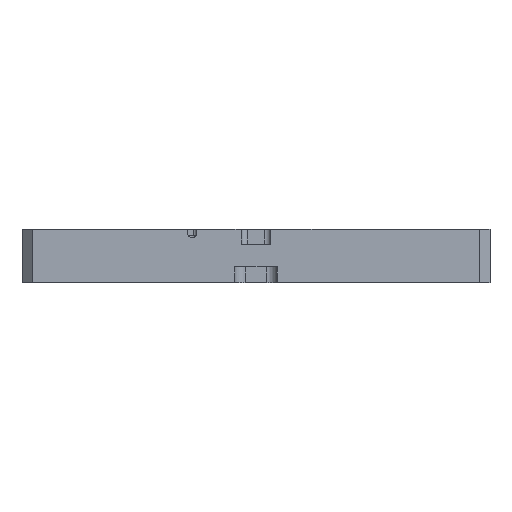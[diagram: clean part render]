
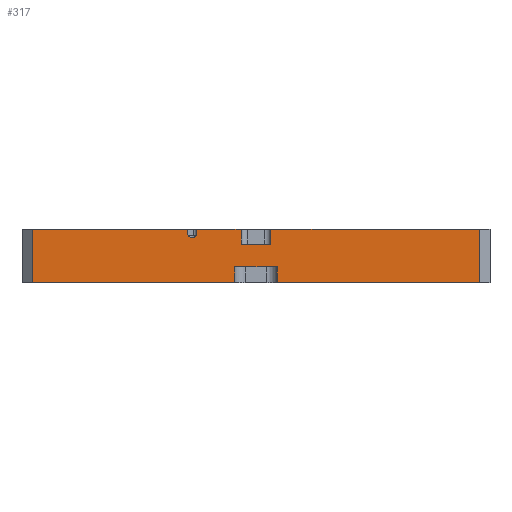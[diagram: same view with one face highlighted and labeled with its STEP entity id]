
A CAD part, front view. The second image highlights one B-rep face of the part: STEP entity #317.
In plain terms, the highlighted planar face has unit normal (0, -1, 0).
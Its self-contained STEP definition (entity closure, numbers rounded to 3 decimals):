
#317=ADVANCED_FACE('',(#598),#503,.T.);
#503=PLANE('',#3468);
#598=FACE_OUTER_BOUND('',#748,.T.);
#748=EDGE_LOOP('',(#1314,#1315,#1316,#1317,#1318,#1319,#1320,#1321,#1322,
#1323,#1324,#1325,#1326,#1327,#1328,#1329));
#1049=CIRCLE('',#3467,2.);
#1314=ORIENTED_EDGE('',*,*,#2537,.T.);
#1315=ORIENTED_EDGE('',*,*,#2357,.F.);
#1316=ORIENTED_EDGE('',*,*,#2402,.T.);
#1317=ORIENTED_EDGE('',*,*,#2538,.T.);
#1318=ORIENTED_EDGE('',*,*,#2498,.F.);
#1319=ORIENTED_EDGE('',*,*,#2539,.T.);
#1320=ORIENTED_EDGE('',*,*,#2540,.F.);
#1321=ORIENTED_EDGE('',*,*,#2541,.F.);
#1322=ORIENTED_EDGE('',*,*,#2524,.F.);
#1323=ORIENTED_EDGE('',*,*,#2542,.T.);
#1324=ORIENTED_EDGE('',*,*,#2376,.T.);
#1325=ORIENTED_EDGE('',*,*,#2543,.T.);
#1326=ORIENTED_EDGE('',*,*,#2544,.T.);
#1327=ORIENTED_EDGE('',*,*,#2545,.T.);
#1328=ORIENTED_EDGE('',*,*,#2370,.T.);
#1329=ORIENTED_EDGE('',*,*,#2546,.F.);
#2023=VERTEX_POINT('',#4697);
#2024=VERTEX_POINT('',#4699);
#2035=VERTEX_POINT('',#4723);
#2036=VERTEX_POINT('',#4725);
#2041=VERTEX_POINT('',#4735);
#2042=VERTEX_POINT('',#4737);
#2067=VERTEX_POINT('',#4787);
#2159=VERTEX_POINT('',#4972);
#2163=VERTEX_POINT('',#4980);
#2164=VERTEX_POINT('',#4982);
#2189=VERTEX_POINT('',#5032);
#2198=VERTEX_POINT('',#5058);
#2199=VERTEX_POINT('',#5061);
#2200=VERTEX_POINT('',#5063);
#2201=VERTEX_POINT('',#5067);
#2202=VERTEX_POINT('',#5069);
#2357=EDGE_CURVE('',#2023,#2024,#2804,.T.);
#2370=EDGE_CURVE('',#2036,#2035,#2812,.T.);
#2376=EDGE_CURVE('',#2042,#2041,#2816,.T.);
#2402=EDGE_CURVE('',#2023,#2067,#2836,.T.);
#2498=EDGE_CURVE('',#2163,#2164,#2884,.T.);
#2524=EDGE_CURVE('',#2189,#2159,#2904,.T.);
#2537=EDGE_CURVE('',#2198,#2024,#1049,.T.);
#2538=EDGE_CURVE('',#2067,#2164,#2917,.T.);
#2539=EDGE_CURVE('',#2163,#2199,#2918,.T.);
#2540=EDGE_CURVE('',#2200,#2199,#2919,.T.);
#2541=EDGE_CURVE('',#2159,#2200,#2920,.T.);
#2542=EDGE_CURVE('',#2189,#2042,#2921,.T.);
#2543=EDGE_CURVE('',#2041,#2201,#2922,.T.);
#2544=EDGE_CURVE('',#2201,#2202,#2923,.T.);
#2545=EDGE_CURVE('',#2202,#2036,#2924,.T.);
#2546=EDGE_CURVE('',#2198,#2035,#2925,.T.);
#2804=LINE('',#4698,#3100);
#2812=LINE('',#4724,#3108);
#2816=LINE('',#4736,#3112);
#2836=LINE('',#4788,#3132);
#2884=LINE('',#4981,#3180);
#2904=LINE('',#5033,#3200);
#2917=LINE('',#5059,#3213);
#2918=LINE('',#5060,#3214);
#2919=LINE('',#5062,#3215);
#2920=LINE('',#5064,#3216);
#2921=LINE('',#5065,#3217);
#2922=LINE('',#5066,#3218);
#2923=LINE('',#5068,#3219);
#2924=LINE('',#5070,#3220);
#2925=LINE('',#5071,#3221);
#3100=VECTOR('',#3732,1.);
#3108=VECTOR('',#3752,1.);
#3112=VECTOR('',#3760,1.);
#3132=VECTOR('',#3792,1.);
#3180=VECTOR('',#3938,1.);
#3200=VECTOR('',#3970,1.);
#3213=VECTOR('',#3991,1.);
#3214=VECTOR('',#3992,1.);
#3215=VECTOR('',#3993,1.);
#3216=VECTOR('',#3994,1.);
#3217=VECTOR('',#3995,1.);
#3218=VECTOR('',#3996,1.);
#3219=VECTOR('',#3997,1.);
#3220=VECTOR('',#3998,1.);
#3221=VECTOR('',#3999,1.);
#3467=AXIS2_PLACEMENT_3D('',#5057,#3989,#3990);
#3468=AXIS2_PLACEMENT_3D('',#5072,#4000,#4001);
#3732=DIRECTION('',(0.,0.,-1.));
#3752=DIRECTION('',(-1.,0.,0.));
#3760=DIRECTION('',(-1.,0.,0.));
#3792=DIRECTION('',(-1.,0.,0.));
#3938=DIRECTION('',(-1.,0.,0.));
#3970=DIRECTION('',(-1.,0.,0.));
#3989=DIRECTION('',(0.,1.,0.));
#3990=DIRECTION('',(1.,0.,0.));
#3991=DIRECTION('',(0.,0.,-1.));
#3992=DIRECTION('',(0.,0.,1.));
#3993=DIRECTION('',(-1.,0.,0.));
#3994=DIRECTION('',(0.,0.,1.));
#3995=DIRECTION('',(0.,0.,1.));
#3996=DIRECTION('',(0.,0.,-1.));
#3997=DIRECTION('',(-1.,0.,0.));
#3998=DIRECTION('',(0.,0.,1.));
#3999=DIRECTION('',(0.,0.,1.));
#4000=DIRECTION('',(0.,-1.,0.));
#4001=DIRECTION('',(1.,0.,0.));
#4697=CARTESIAN_POINT('',(-32.,-160.,25.));
#4698=CARTESIAN_POINT('',(-32.,-160.,25.));
#4699=CARTESIAN_POINT('',(-32.,-160.,23.));
#4723=CARTESIAN_POINT('',(-28.,-160.,25.));
#4724=CARTESIAN_POINT('',(110.,-160.,25.));
#4725=CARTESIAN_POINT('',(-7.01,-160.,25.));
#4735=CARTESIAN_POINT('',(7.01,-160.,25.));
#4736=CARTESIAN_POINT('',(110.,-160.,25.));
#4737=CARTESIAN_POINT('',(105.,-160.,25.));
#4787=CARTESIAN_POINT('',(-105.,-160.,25.));
#4788=CARTESIAN_POINT('',(110.,-160.,25.));
#4972=CARTESIAN_POINT('',(10.01,-160.,0.));
#4980=CARTESIAN_POINT('',(-10.01,-160.,0.));
#4981=CARTESIAN_POINT('',(110.,-160.,0.));
#4982=CARTESIAN_POINT('',(-105.,-160.,0.));
#5032=CARTESIAN_POINT('',(105.,-160.,0.));
#5033=CARTESIAN_POINT('',(110.,-160.,0.));
#5057=CARTESIAN_POINT('',(-30.,-160.,23.));
#5058=CARTESIAN_POINT('',(-28.,-160.,23.));
#5059=CARTESIAN_POINT('',(-105.,-160.,25.));
#5060=CARTESIAN_POINT('',(-10.01,-160.,7.5));
#5061=CARTESIAN_POINT('',(-10.01,-160.,7.5));
#5062=CARTESIAN_POINT('',(10.01,-160.,7.5));
#5063=CARTESIAN_POINT('',(10.01,-160.,7.5));
#5064=CARTESIAN_POINT('',(10.01,-160.,7.5));
#5065=CARTESIAN_POINT('',(105.,-160.,25.));
#5066=CARTESIAN_POINT('',(7.01,-160.,25.));
#5067=CARTESIAN_POINT('',(7.01,-160.,18.));
#5068=CARTESIAN_POINT('',(110.,-160.,18.));
#5069=CARTESIAN_POINT('',(-7.01,-160.,18.));
#5070=CARTESIAN_POINT('',(-7.01,-160.,25.));
#5071=CARTESIAN_POINT('',(-28.,-160.,25.));
#5072=CARTESIAN_POINT('',(110.,-160.,25.));
